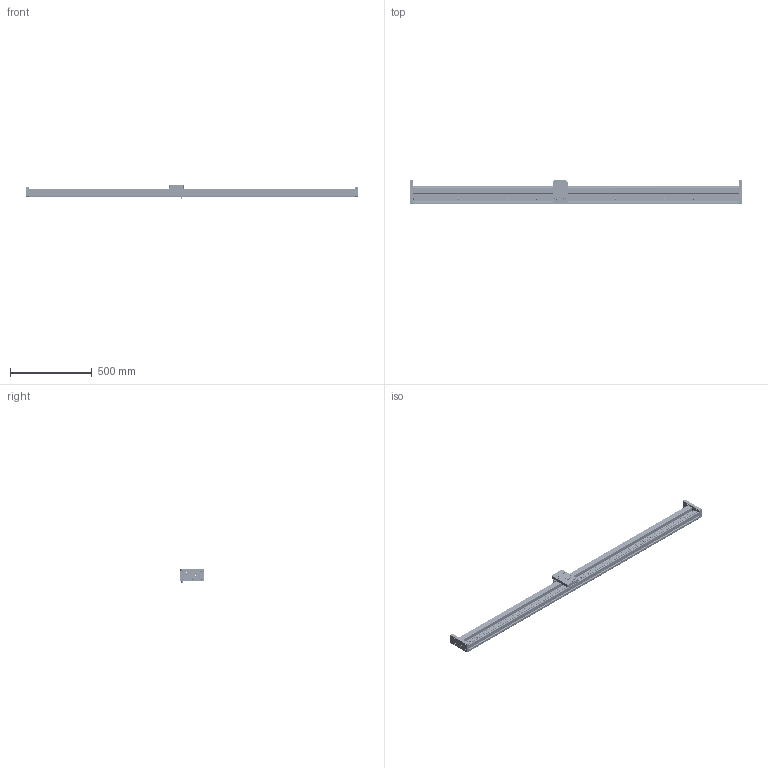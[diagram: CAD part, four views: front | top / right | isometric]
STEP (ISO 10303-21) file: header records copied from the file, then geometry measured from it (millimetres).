
FILE_DESCRIPTION (( 'STEP AP214' ), '1' );
FILE_NAME ('0186-1674_250521_FM01-37-2030_1895_1CF37Sx60-HP-BE01-MD02-N.STEP', '2025-05-21T07:25:32', ( '' ), ( '' ), 'SwSTEP 2.0', 'SolidWorks 2024', '' );
FILE_SCHEMA (( 'AUTOMOTIVE_DESIGN' ));
Length unit declared in the file: millimetre
Products named in the file (26): 0186-1652_FM01-37-2030_F01-37Sx600-F; 0230-0320_Zyl.-Schr_I-6kt_n-K_M8x25_8.8_v-b; 0160-4622_LR01-15x1988; 0230-0120_Linearkugellager_LBBR10_2LS; 0150-2189_Hammermutter N8!M4; 0180-3434_FM01k-37S-AV-F; 0230-0433_LLTHC 15 U-T0 P5; 0180-0752_F01k-37S-APF-M; 0186-0810_PL01-20x2005!1960-HP-PF_PL01-20x2005!1960-HP-PF; 0230-0305_Zyl.-Stift_10x60_STAHL-GH; 0186-0331_PS01-37Sx60-L; 0230-0205_zyl.-schr._i-6kt_M5x45_8.8_v-b; 0230-0168_Zyl.-Schr_I-6kt_n-K_M8x16_8.8_v-b; 0180-3436_FM01k-37S-AH-F; 0230-0220_zyl.-schr._i-6kt_M6x25_8.8_v-b; 0230-0304_DF_0.9xDm13_5x25_9_55-6-1-Durovis; 0230-0393_Dichtring_10x13.5x1; 0230-0041_zyl.-schr._i-6kt_M4x16_8.8_v-b; 0186-1674_250521_FM01-37-2030_1895_1CF37Sx60-HP-BE01-MD02-N; 0180-2511_FM01k-37S-APF-W-V2; 0160-0806_Kugelscheibe_M8 x17x 8.4_Stahl; 0230-0231_Zyl.-Stift_5x20_STAHL-GH; 0230-0068_Gew.-Stift_I-6kt_Zpf_M3x4_INOX; 0186-1642_CF37Sx60-HP-BE01-MD02-N_F01-37Sx60-R; 0160-3873_FS02k-37Sx1990_FS02k-37Sx1990; 0230-0235_Zyl.-schr._i-6kt_M4x8_12.9_schwarz
Assembly tree (104 placements, depth 3):
  0186-1674_250521_FM01-37-2030_1895_1CF37Sx60-HP-BE01-MD02-N
    0186-1652_FM01-37-2030_F01-37Sx600-F
      0160-3873_FS02k-37Sx1990_FS02k-37Sx1990
      0160-4622_LR01-15x1988
      0180-3436_FM01k-37S-AH-F
      0180-3434_FM01k-37S-AV-F
      0160-0806_Kugelscheibe_M8 x17x 8.4_Stahl  x2
      0230-0320_Zyl.-Schr_I-6kt_n-K_M8x25_8.8_v-b
      0186-0810_PL01-20x2005!1960-HP-PF_PL01-20x2005!1960-HP-PF
      0230-0220_zyl.-schr._i-6kt_M6x25_8.8_v-b  x8
      0150-2189_Hammermutter N8!M4  x33
      0230-0041_zyl.-schr._i-6kt_M4x16_8.8_v-b  x33
      0230-0231_Zyl.-Stift_5x20_STAHL-GH  x4
      0230-0168_Zyl.-Schr_I-6kt_n-K_M8x16_8.8_v-b
    0186-1642_CF37Sx60-HP-BE01-MD02-N_F01-37Sx60-R
      0180-2511_FM01k-37S-APF-W-V2
      0186-0331_PS01-37Sx60-L
      0230-0433_LLTHC 15 U-T0 P5
      0230-0235_Zyl.-schr._i-6kt_M4x8_12.9_schwarz  x4
      0230-0205_zyl.-schr._i-6kt_M5x45_8.8_v-b  x2
      0180-0752_F01k-37S-APF-M
      0230-0120_Linearkugellager_LBBR10_2LS
      0230-0305_Zyl.-Stift_10x60_STAHL-GH
      0230-0304_DF_0.9xDm13_5x25_9_55-6-1-Durovis
      0230-0393_Dichtring_10x13.5x1
      0230-0068_Gew.-Stift_I-6kt_Zpf_M3x4_INOX
Bounding box: 2030 x 145.5 x 81.9 mm (x, y, z)
Volume: 5454104.6 mm3; surface area: 1679754.6 mm2
Topology: 107 solids, 111 shells, 7470 faces, 17486 edges, 10472 vertices
Faces by surface type: plane 2532, cone 2197, cylinder 1892, bspline 738, torus 109, sphere 2
Full cylindrical faces by diameter (mm): 2 x1, 2.4 x2, 2.5 x1, 2.7 x5, 3 x5, 3.3 x41, 4 x737, 4.2 x22, 4.3 x4, 4.5 x33, 4.97 x4, 5 x120, 5.4 x2, 5.5 x3, 6 x184, 6.4 x2, 6.6 x16, 6.8 x2, 7 x37, 7.5 x33, 8 x33, 8.4 x2, 8.5 x2, 9 x7, 10 x13, 10.2 x1, 10.5 x12, 11 x6, 13 x2, 13.4 x1
Entity records: 110337 total; most frequent: CARTESIAN_POINT 38761, ORIENTED_EDGE 12790, DIRECTION 10858, EDGE_CURVE 6395, VERTEX_POINT 4500, EDGE_LOOP 3989, AXIS2_PLACEMENT_3D 3749, LINE 3360
